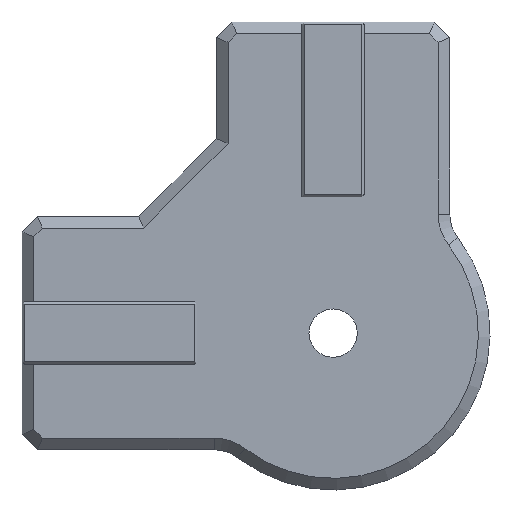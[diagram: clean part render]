
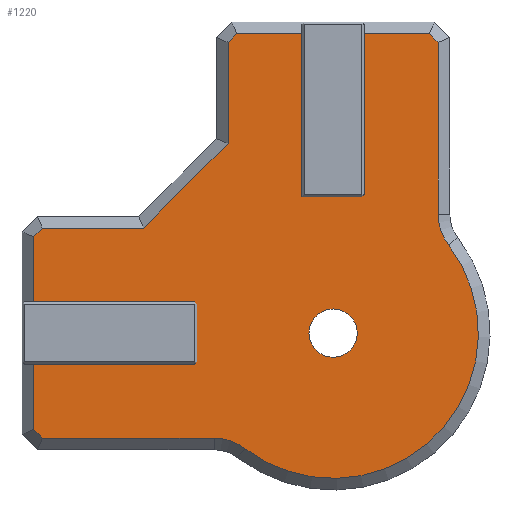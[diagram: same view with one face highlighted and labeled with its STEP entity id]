
A CAD part, front view. The second image highlights one B-rep face of the part: STEP entity #1220.
In plain terms, the highlighted planar face has unit normal (0, -1, 0).
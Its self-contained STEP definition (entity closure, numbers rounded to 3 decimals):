
#26=FACE_BOUND('',#122,.T.);
#44=FACE_OUTER_BOUND('',#121,.T.);
#121=EDGE_LOOP('',(#878,#879,#880,#881,#882,#883,#884,#885,#886,#887,#888,
#889,#890,#891,#892,#893,#894,#895,#896,#897,#898,#899,#900,#901,#902));
#122=EDGE_LOOP('',(#903));
#186=CIRCLE('',#1301,3.1);
#192=CIRCLE('',#1322,6.5);
#193=CIRCLE('',#1323,18.678);
#194=CIRCLE('',#1324,6.5);
#254=LINE('',#1868,#414);
#255=LINE('',#1870,#415);
#256=LINE('',#1872,#416);
#257=LINE('',#1874,#417);
#258=LINE('',#1876,#418);
#259=LINE('',#1878,#419);
#260=LINE('',#1880,#420);
#261=LINE('',#1882,#421);
#262=LINE('',#1884,#422);
#263=LINE('',#1886,#423);
#264=LINE('',#1888,#424);
#265=LINE('',#1890,#425);
#266=LINE('',#1892,#426);
#267=LINE('',#1894,#427);
#268=LINE('',#1896,#428);
#269=LINE('',#1898,#429);
#270=LINE('',#1906,#430);
#271=LINE('',#1908,#431);
#272=LINE('',#1910,#432);
#273=LINE('',#1912,#433);
#274=LINE('',#1914,#434);
#275=LINE('',#1915,#435);
#414=VECTOR('',#1502,1000.);
#415=VECTOR('',#1503,1000.);
#416=VECTOR('',#1504,1000.);
#417=VECTOR('',#1505,1000.);
#418=VECTOR('',#1506,1000.);
#419=VECTOR('',#1507,1000.);
#420=VECTOR('',#1508,1000.);
#421=VECTOR('',#1509,1000.);
#422=VECTOR('',#1510,1000.);
#423=VECTOR('',#1511,1000.);
#424=VECTOR('',#1512,1000.);
#425=VECTOR('',#1513,1000.);
#426=VECTOR('',#1514,1000.);
#427=VECTOR('',#1515,1000.);
#428=VECTOR('',#1516,1000.);
#429=VECTOR('',#1517,1000.);
#430=VECTOR('',#1524,1000.);
#431=VECTOR('',#1525,1000.);
#432=VECTOR('',#1526,1000.);
#433=VECTOR('',#1527,1000.);
#434=VECTOR('',#1528,1000.);
#435=VECTOR('',#1529,1000.);
#532=VERTEX_POINT('',#1764);
#567=VERTEX_POINT('',#1866);
#568=VERTEX_POINT('',#1867);
#569=VERTEX_POINT('',#1869);
#570=VERTEX_POINT('',#1871);
#571=VERTEX_POINT('',#1873);
#572=VERTEX_POINT('',#1875);
#573=VERTEX_POINT('',#1877);
#574=VERTEX_POINT('',#1879);
#575=VERTEX_POINT('',#1881);
#576=VERTEX_POINT('',#1883);
#577=VERTEX_POINT('',#1885);
#578=VERTEX_POINT('',#1887);
#579=VERTEX_POINT('',#1889);
#580=VERTEX_POINT('',#1891);
#581=VERTEX_POINT('',#1893);
#582=VERTEX_POINT('',#1895);
#583=VERTEX_POINT('',#1897);
#584=VERTEX_POINT('',#1899);
#585=VERTEX_POINT('',#1901);
#586=VERTEX_POINT('',#1903);
#587=VERTEX_POINT('',#1905);
#588=VERTEX_POINT('',#1907);
#589=VERTEX_POINT('',#1909);
#590=VERTEX_POINT('',#1911);
#591=VERTEX_POINT('',#1913);
#634=EDGE_CURVE('',#532,#532,#186,.T.);
#685=EDGE_CURVE('',#567,#568,#254,.T.);
#686=EDGE_CURVE('',#568,#569,#255,.T.);
#687=EDGE_CURVE('',#569,#570,#256,.T.);
#688=EDGE_CURVE('',#570,#571,#257,.T.);
#689=EDGE_CURVE('',#571,#572,#258,.T.);
#690=EDGE_CURVE('',#572,#573,#259,.T.);
#691=EDGE_CURVE('',#573,#574,#260,.T.);
#692=EDGE_CURVE('',#574,#575,#261,.T.);
#693=EDGE_CURVE('',#575,#576,#262,.T.);
#694=EDGE_CURVE('',#576,#577,#263,.T.);
#695=EDGE_CURVE('',#578,#577,#264,.T.);
#696=EDGE_CURVE('',#578,#579,#265,.T.);
#697=EDGE_CURVE('',#579,#580,#266,.T.);
#698=EDGE_CURVE('',#580,#581,#267,.T.);
#699=EDGE_CURVE('',#581,#582,#268,.T.);
#700=EDGE_CURVE('',#582,#583,#269,.T.);
#701=EDGE_CURVE('',#583,#584,#192,.T.);
#702=EDGE_CURVE('',#584,#585,#193,.T.);
#703=EDGE_CURVE('',#585,#586,#194,.T.);
#704=EDGE_CURVE('',#586,#587,#270,.T.);
#705=EDGE_CURVE('',#587,#588,#271,.T.);
#706=EDGE_CURVE('',#588,#589,#272,.T.);
#707=EDGE_CURVE('',#589,#590,#273,.T.);
#708=EDGE_CURVE('',#590,#591,#274,.T.);
#709=EDGE_CURVE('',#567,#591,#275,.T.);
#878=ORIENTED_EDGE('',*,*,#685,.T.);
#879=ORIENTED_EDGE('',*,*,#686,.T.);
#880=ORIENTED_EDGE('',*,*,#687,.T.);
#881=ORIENTED_EDGE('',*,*,#688,.T.);
#882=ORIENTED_EDGE('',*,*,#689,.T.);
#883=ORIENTED_EDGE('',*,*,#690,.T.);
#884=ORIENTED_EDGE('',*,*,#691,.T.);
#885=ORIENTED_EDGE('',*,*,#692,.T.);
#886=ORIENTED_EDGE('',*,*,#693,.T.);
#887=ORIENTED_EDGE('',*,*,#694,.T.);
#888=ORIENTED_EDGE('',*,*,#695,.F.);
#889=ORIENTED_EDGE('',*,*,#696,.T.);
#890=ORIENTED_EDGE('',*,*,#697,.T.);
#891=ORIENTED_EDGE('',*,*,#698,.T.);
#892=ORIENTED_EDGE('',*,*,#699,.T.);
#893=ORIENTED_EDGE('',*,*,#700,.T.);
#894=ORIENTED_EDGE('',*,*,#701,.T.);
#895=ORIENTED_EDGE('',*,*,#702,.T.);
#896=ORIENTED_EDGE('',*,*,#703,.T.);
#897=ORIENTED_EDGE('',*,*,#704,.T.);
#898=ORIENTED_EDGE('',*,*,#705,.T.);
#899=ORIENTED_EDGE('',*,*,#706,.T.);
#900=ORIENTED_EDGE('',*,*,#707,.T.);
#901=ORIENTED_EDGE('',*,*,#708,.T.);
#902=ORIENTED_EDGE('',*,*,#709,.F.);
#903=ORIENTED_EDGE('',*,*,#634,.F.);
#1149=PLANE('',#1321);
#1220=ADVANCED_FACE('',(#44,#26),#1149,.T.);
#1301=AXIS2_PLACEMENT_3D('',#1766,#1415,#1416);
#1321=AXIS2_PLACEMENT_3D('',#1865,#1500,#1501);
#1322=AXIS2_PLACEMENT_3D('',#1900,#1518,#1519);
#1323=AXIS2_PLACEMENT_3D('',#1902,#1520,#1521);
#1324=AXIS2_PLACEMENT_3D('',#1904,#1522,#1523);
#1415=DIRECTION('center_axis',(0.,-1.,0.));
#1416=DIRECTION('ref_axis',(1.,0.,0.));
#1500=DIRECTION('center_axis',(0.,-1.,0.));
#1501=DIRECTION('ref_axis',(1.,0.,0.));
#1502=DIRECTION('',(0.,0.,1.));
#1503=DIRECTION('',(-1.,0.,0.));
#1504=DIRECTION('',(-0.707,0.,-0.707));
#1505=DIRECTION('',(0.,0.,-1.));
#1506=DIRECTION('',(-0.707,0.,-0.707));
#1507=DIRECTION('',(-1.,0.,0.));
#1508=DIRECTION('',(-0.707,0.,-0.707));
#1509=DIRECTION('',(0.,0.,-1.));
#1510=DIRECTION('',(1.,0.,0.));
#1511=DIRECTION('',(0.707,0.,-0.707));
#1512=DIRECTION('',(0.,0.,1.));
#1513=DIRECTION('',(-0.707,0.,-0.707));
#1514=DIRECTION('',(-1.,0.,0.));
#1515=DIRECTION('',(0.,0.,-1.));
#1516=DIRECTION('',(0.707,0.,-0.707));
#1517=DIRECTION('',(1.,0.,0.));
#1518=DIRECTION('center_axis',(0.,1.,0.));
#1519=DIRECTION('ref_axis',(1.,0.,0.));
#1520=DIRECTION('center_axis',(0.,-1.,0.));
#1521=DIRECTION('ref_axis',(1.,0.,0.));
#1522=DIRECTION('center_axis',(0.,1.,0.));
#1523=DIRECTION('ref_axis',(1.,0.,0.));
#1524=DIRECTION('',(0.,0.,1.));
#1525=DIRECTION('',(-0.707,0.,0.707));
#1526=DIRECTION('',(-1.,0.,0.));
#1527=DIRECTION('',(0.,0.,-1.));
#1528=DIRECTION('',(-0.707,0.,-0.707));
#1529=DIRECTION('',(1.,0.,0.));
#1764=CARTESIAN_POINT('',(255.,15.,-338.1));
#1766=CARTESIAN_POINT('Origin',(255.,15.,-335.));
#1865=CARTESIAN_POINT('Origin',(239.706,15.,-355.));
#1866=CARTESIAN_POINT('',(251.,15.,-317.5));
#1867=CARTESIAN_POINT('',(251.,15.,-296.5));
#1868=CARTESIAN_POINT('',(251.,15.,-355.));
#1869=CARTESIAN_POINT('',(242.621,15.,-296.5));
#1870=CARTESIAN_POINT('',(239.706,15.,-296.5));
#1871=CARTESIAN_POINT('',(241.5,15.,-297.621));
#1872=CARTESIAN_POINT('',(211.914,15.,-327.208));
#1873=CARTESIAN_POINT('',(241.5,15.,-310.621));
#1874=CARTESIAN_POINT('',(241.5,15.,-355.));
#1875=CARTESIAN_POINT('',(230.621,15.,-321.5));
#1876=CARTESIAN_POINT('',(218.414,15.,-333.708));
#1877=CARTESIAN_POINT('',(217.621,15.,-321.5));
#1878=CARTESIAN_POINT('',(239.706,15.,-321.5));
#1879=CARTESIAN_POINT('',(216.5,15.,-322.621));
#1880=CARTESIAN_POINT('',(211.914,15.,-327.208));
#1881=CARTESIAN_POINT('',(216.5,15.,-331.));
#1882=CARTESIAN_POINT('',(216.5,15.,-355.));
#1883=CARTESIAN_POINT('',(237.2,15.,-331.));
#1884=CARTESIAN_POINT('',(239.706,15.,-331.));
#1885=CARTESIAN_POINT('',(237.5,15.,-331.3));
#1886=CARTESIAN_POINT('',(263.1,15.,-356.9));
#1887=CARTESIAN_POINT('',(237.5,15.,-338.7));
#1888=CARTESIAN_POINT('',(237.5,15.,-339.));
#1889=CARTESIAN_POINT('',(237.2,15.,-339.));
#1890=CARTESIAN_POINT('',(248.1,15.,-328.1));
#1891=CARTESIAN_POINT('',(216.5,15.,-339.));
#1892=CARTESIAN_POINT('',(239.706,15.,-339.));
#1893=CARTESIAN_POINT('',(216.5,15.,-347.379));
#1894=CARTESIAN_POINT('',(216.5,15.,-355.));
#1895=CARTESIAN_POINT('',(217.621,15.,-348.5));
#1896=CARTESIAN_POINT('',(231.914,15.,-362.792));
#1897=CARTESIAN_POINT('',(239.706,15.,-348.5));
#1898=CARTESIAN_POINT('',(239.706,15.,-348.5));
#1899=CARTESIAN_POINT('',(243.654,15.,-349.837));
#1900=CARTESIAN_POINT('Origin',(239.706,15.,-355.));
#1901=CARTESIAN_POINT('',(269.837,15.,-323.654));
#1902=CARTESIAN_POINT('Origin',(255.,15.,-335.));
#1903=CARTESIAN_POINT('',(268.5,15.,-319.706));
#1904=CARTESIAN_POINT('Origin',(275.,15.,-319.706));
#1905=CARTESIAN_POINT('',(268.5,15.,-297.621));
#1906=CARTESIAN_POINT('',(268.5,15.,-355.));
#1907=CARTESIAN_POINT('',(267.379,15.,-296.5));
#1908=CARTESIAN_POINT('',(282.792,15.,-311.914));
#1909=CARTESIAN_POINT('',(259.,15.,-296.5));
#1910=CARTESIAN_POINT('',(239.706,15.,-296.5));
#1911=CARTESIAN_POINT('',(259.,15.,-317.2));
#1912=CARTESIAN_POINT('',(259.,15.,-355.));
#1913=CARTESIAN_POINT('',(258.7,15.,-317.5));
#1914=CARTESIAN_POINT('',(248.1,15.,-328.1));
#1915=CARTESIAN_POINT('',(251.,15.,-317.5));
